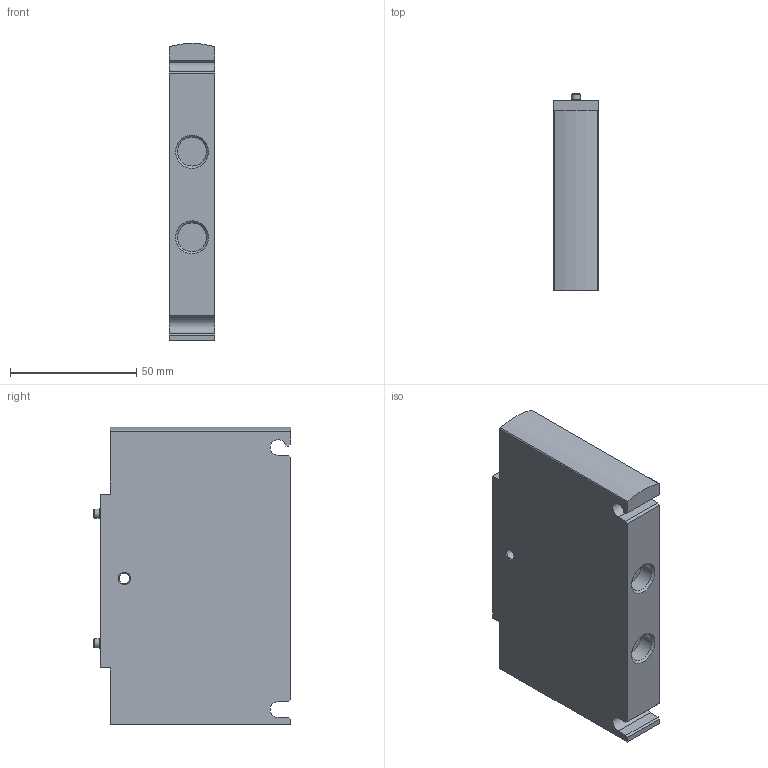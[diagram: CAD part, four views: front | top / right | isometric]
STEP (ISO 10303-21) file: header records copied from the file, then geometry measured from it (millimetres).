
FILE_DESCRIPTION(/* description */ ('STEP AP214'),/* implementation_level */ '2;1');
FILE_NAME(/* name */ '184543_CPV18-DZPR',/* time_stamp */ '2024-08-07T15:18:25+02:00',/* author */ ('License CC BY-ND 4.0'),/* organization */ ('CADENAS'),/* preprocessor_version */ 'ST-DEVELOPER v19.3',/* originating_system */ 'PARTsolutions',/* authorisation */ ' ');
FILE_SCHEMA (('AUTOMOTIVE_DESIGN {1 0 10303 214 3 1 1}'));
Length unit declared in the file: millimetre
Products named in the file (1): 184543 CPV18-DZPR
Bounding box: 18 x 78.3 x 118 mm (x, y, z)
Volume: 153002.5 mm3; surface area: 25283.7 mm2
Topology: 1 solids, 1 shells, 45 faces, 103 edges, 66 vertices
Faces by surface type: plane 25, cylinder 12, cone 6, torus 2
Full cylindrical faces by diameter (mm): 1.5 x2, 3.6 x2, 4.2 x1, 11.445 x2
Entity records: 1224 total; most frequent: DIRECTION 212, CARTESIAN_POINT 200, ORIENTED_EDGE 176, EDGE_CURVE 88, AXIS2_PLACEMENT_3D 78, EDGE_LOOP 68, FACE_BOUND 68, VERTEX_POINT 66
